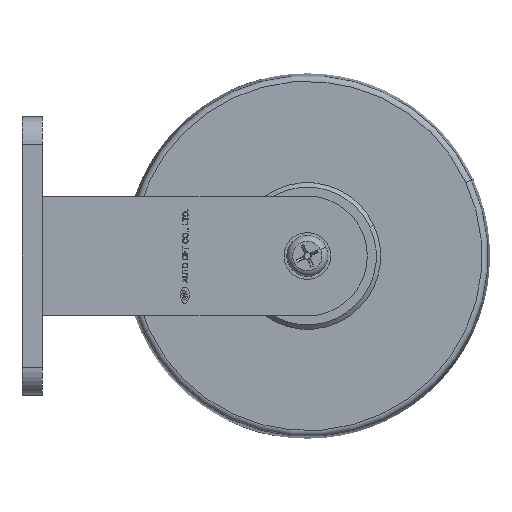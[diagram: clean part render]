
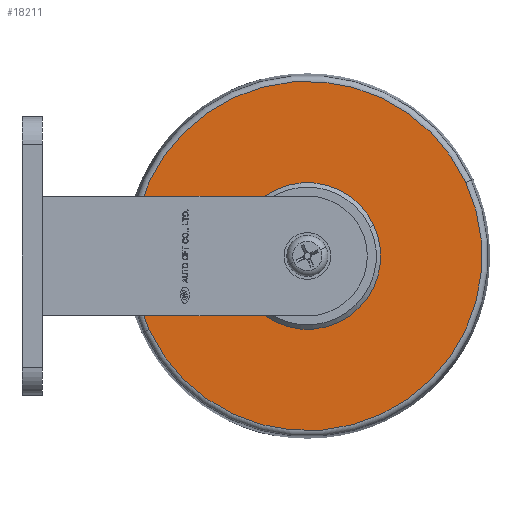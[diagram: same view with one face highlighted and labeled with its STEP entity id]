
A CAD part, left-side view. The second image highlights one B-rep face of the part: STEP entity #18211.
In plain terms, the highlighted planar face has unit normal (-1, 0, 0).
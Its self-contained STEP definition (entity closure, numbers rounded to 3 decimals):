
#267 = EDGE_CURVE ( 'NONE', #22181, #26738, #27441, .T. ) ;
#691 = CARTESIAN_POINT ( 'NONE',  ( -20., -79.949, 22.72 ) ) ;
#3403 = DIRECTION ( 'NONE',  ( 1., 0., 0. ) ) ;
#3951 = FACE_OUTER_BOUND ( 'NONE', #14125, .T. ) ;
#4950 = ORIENTED_EDGE ( 'NONE', *, *, #24035, .F. ) ;
#6305 = DIRECTION ( 'NONE',  ( -1., 0., 0. ) ) ;
#8025 = CARTESIAN_POINT ( 'NONE',  ( -20., -90.5, 0. ) ) ;
#8201 = CIRCLE ( 'NONE', #25802, 59.682 ) ;
#8234 = CARTESIAN_POINT ( 'NONE',  ( -20., -144.63, 25.138 ) ) ;
#9106 = EDGE_LOOP ( 'NONE', ( #4950, #19247 ) ) ;
#9213 = AXIS2_PLACEMENT_3D ( 'NONE', #22339, #6305, #24979 ) ;
#10111 = CIRCLE ( 'NONE', #22386, 25.05 ) ;
#10723 = DIRECTION ( 'NONE',  ( 0., -0.907, 0.421 ) ) ;
#12093 = CARTESIAN_POINT ( 'NONE',  ( -20., -67.78, -10.551 ) ) ;
#12511 = DIRECTION ( 'NONE',  ( -1., 0., 0. ) ) ;
#14125 = EDGE_LOOP ( 'NONE', ( #24526, #20407 ) ) ;
#14767 = VERTEX_POINT ( 'NONE', #12093 ) ;
#16615 = FACE_BOUND ( 'NONE', #9106, .T. ) ;
#16629 = EDGE_CURVE ( 'NONE', #26738, #22181, #8201, .T. ) ;
#16808 = AXIS2_PLACEMENT_3D ( 'NONE', #691, #3403, #22096 ) ;
#16951 = CARTESIAN_POINT ( 'NONE',  ( -20., -36.37, -25.138 ) ) ;
#17284 = AXIS2_PLACEMENT_3D ( 'NONE', #18365, #18393, #18475 ) ;
#18173 = CIRCLE ( 'NONE', #9213, 25.05 ) ;
#18211 = ADVANCED_FACE ( 'NONE', ( #3951, #16615 ), #24629, .F. ) ;
#18365 = CARTESIAN_POINT ( 'NONE',  ( -20., -90.5, 0. ) ) ;
#18393 = DIRECTION ( 'NONE',  ( -1., 0., 0. ) ) ;
#18475 = DIRECTION ( 'NONE',  ( 0., 0.907, -0.421 ) ) ;
#19247 = ORIENTED_EDGE ( 'NONE', *, *, #23182, .F. ) ;
#20407 = ORIENTED_EDGE ( 'NONE', *, *, #16629, .T. ) ;
#22096 = DIRECTION ( 'NONE',  ( 0., 0.907, -0.421 ) ) ;
#22181 = VERTEX_POINT ( 'NONE', #16951 ) ;
#22339 = CARTESIAN_POINT ( 'NONE',  ( -20., -90.5, 0. ) ) ;
#22386 = AXIS2_PLACEMENT_3D ( 'NONE', #8025, #26629, #10723 ) ;
#23182 = EDGE_CURVE ( 'NONE', #30880, #14767, #10111, .T. ) ;
#24035 = EDGE_CURVE ( 'NONE', #14767, #30880, #18173, .T. ) ;
#24526 = ORIENTED_EDGE ( 'NONE', *, *, #267, .T. ) ;
#24629 = PLANE ( 'NONE',  #16808 ) ;
#24979 = DIRECTION ( 'NONE',  ( 0., -0.907, 0.421 ) ) ;
#25802 = AXIS2_PLACEMENT_3D ( 'NONE', #28355, #12511, #30985 ) ;
#26629 = DIRECTION ( 'NONE',  ( -1., 0., 0. ) ) ;
#26738 = VERTEX_POINT ( 'NONE', #8234 ) ;
#27441 = CIRCLE ( 'NONE', #17284, 59.682 ) ;
#28355 = CARTESIAN_POINT ( 'NONE',  ( -20., -90.5, 0. ) ) ;
#30519 = CARTESIAN_POINT ( 'NONE',  ( -20., -113.22, 10.551 ) ) ;
#30880 = VERTEX_POINT ( 'NONE', #30519 ) ;
#30985 = DIRECTION ( 'NONE',  ( 0., 0.907, -0.421 ) ) ;
